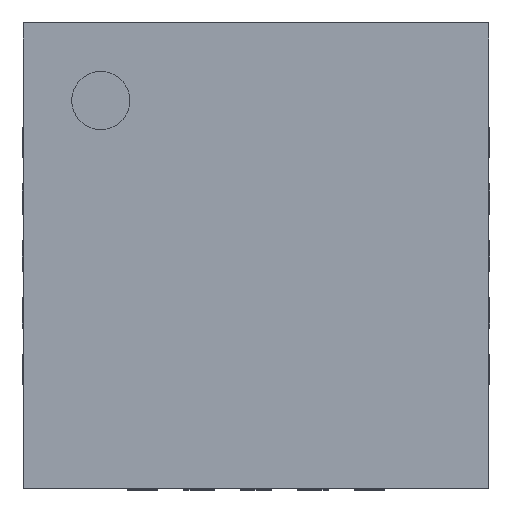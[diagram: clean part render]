
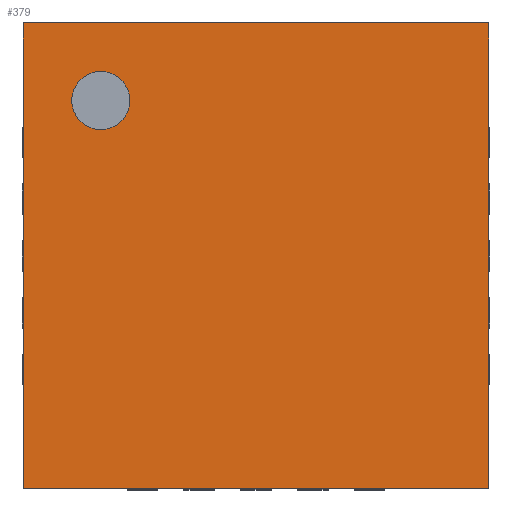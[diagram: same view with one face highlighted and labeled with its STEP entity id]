
A CAD part, top view. The second image highlights one B-rep face of the part: STEP entity #379.
In plain terms, the highlighted planar face has unit normal (0, 0, 1).
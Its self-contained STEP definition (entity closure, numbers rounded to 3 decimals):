
#190 = VERTEX_POINT('',#191);
#191 = CARTESIAN_POINT('',(0.,0.,1.));
#198 = PLANE('',#199);
#199 = AXIS2_PLACEMENT_3D('',#200,#201,#202);
#200 = CARTESIAN_POINT('',(0.,0.,0.01));
#201 = DIRECTION('',(1.,0.,0.));
#202 = DIRECTION('',(0.,0.,1.));
#210 = PLANE('',#211);
#211 = AXIS2_PLACEMENT_3D('',#212,#213,#214);
#212 = CARTESIAN_POINT('',(0.,0.,0.01));
#213 = DIRECTION('',(0.,1.,0.));
#214 = DIRECTION('',(0.,0.,1.));
#251 = VERTEX_POINT('',#252);
#252 = CARTESIAN_POINT('',(0.,4.1,1.));
#266 = PLANE('',#267);
#267 = AXIS2_PLACEMENT_3D('',#268,#269,#270);
#268 = CARTESIAN_POINT('',(0.,4.1,0.01));
#269 = DIRECTION('',(0.,1.,0.));
#270 = DIRECTION('',(0.,0.,1.));
#278 = EDGE_CURVE('',#190,#251,#279,.T.);
#279 = SURFACE_CURVE('',#280,(#284,#291),.PCURVE_S1.);
#280 = LINE('',#281,#282);
#281 = CARTESIAN_POINT('',(0.,0.,1.));
#282 = VECTOR('',#283,1.);
#283 = DIRECTION('',(0.,1.,0.));
#284 = PCURVE('',#198,#285);
#285 = DEFINITIONAL_REPRESENTATION('',(#286),#290);
#286 = LINE('',#287,#288);
#287 = CARTESIAN_POINT('',(0.99,0.));
#288 = VECTOR('',#289,1.);
#289 = DIRECTION('',(0.,-1.));
#290 = ( GEOMETRIC_REPRESENTATION_CONTEXT(2) 
PARAMETRIC_REPRESENTATION_CONTEXT() REPRESENTATION_CONTEXT('2D SPACE',''
  ) );
#291 = PCURVE('',#292,#297);
#292 = PLANE('',#293);
#293 = AXIS2_PLACEMENT_3D('',#294,#295,#296);
#294 = CARTESIAN_POINT('',(0.,0.,1.));
#295 = DIRECTION('',(0.,0.,1.));
#296 = DIRECTION('',(1.,0.,0.));
#297 = DEFINITIONAL_REPRESENTATION('',(#298),#302);
#298 = LINE('',#299,#300);
#299 = CARTESIAN_POINT('',(0.,0.));
#300 = VECTOR('',#301,1.);
#301 = DIRECTION('',(0.,1.));
#302 = ( GEOMETRIC_REPRESENTATION_CONTEXT(2) 
PARAMETRIC_REPRESENTATION_CONTEXT() REPRESENTATION_CONTEXT('2D SPACE',''
  ) );
#331 = EDGE_CURVE('',#190,#332,#334,.T.);
#332 = VERTEX_POINT('',#333);
#333 = CARTESIAN_POINT('',(4.1,0.,1.));
#334 = SURFACE_CURVE('',#335,(#339,#346),.PCURVE_S1.);
#335 = LINE('',#336,#337);
#336 = CARTESIAN_POINT('',(0.,0.,1.));
#337 = VECTOR('',#338,1.);
#338 = DIRECTION('',(1.,0.,0.));
#339 = PCURVE('',#210,#340);
#340 = DEFINITIONAL_REPRESENTATION('',(#341),#345);
#341 = LINE('',#342,#343);
#342 = CARTESIAN_POINT('',(0.99,0.));
#343 = VECTOR('',#344,1.);
#344 = DIRECTION('',(0.,1.));
#345 = ( GEOMETRIC_REPRESENTATION_CONTEXT(2) 
PARAMETRIC_REPRESENTATION_CONTEXT() REPRESENTATION_CONTEXT('2D SPACE',''
  ) );
#346 = PCURVE('',#292,#347);
#347 = DEFINITIONAL_REPRESENTATION('',(#348),#352);
#348 = LINE('',#349,#350);
#349 = CARTESIAN_POINT('',(0.,0.));
#350 = VECTOR('',#351,1.);
#351 = DIRECTION('',(1.,0.));
#352 = ( GEOMETRIC_REPRESENTATION_CONTEXT(2) 
PARAMETRIC_REPRESENTATION_CONTEXT() REPRESENTATION_CONTEXT('2D SPACE',''
  ) );
#368 = PLANE('',#369);
#369 = AXIS2_PLACEMENT_3D('',#370,#371,#372);
#370 = CARTESIAN_POINT('',(4.1,0.,0.01));
#371 = DIRECTION('',(1.,0.,0.));
#372 = DIRECTION('',(0.,0.,1.));
#379 = ADVANCED_FACE('',(#380,#428),#292,.T.);
#380 = FACE_BOUND('',#381,.T.);
#381 = EDGE_LOOP('',(#382,#383,#384,#407));
#382 = ORIENTED_EDGE('',*,*,#278,.F.);
#383 = ORIENTED_EDGE('',*,*,#331,.T.);
#384 = ORIENTED_EDGE('',*,*,#385,.T.);
#385 = EDGE_CURVE('',#332,#386,#388,.T.);
#386 = VERTEX_POINT('',#387);
#387 = CARTESIAN_POINT('',(4.1,4.1,1.));
#388 = SURFACE_CURVE('',#389,(#393,#400),.PCURVE_S1.);
#389 = LINE('',#390,#391);
#390 = CARTESIAN_POINT('',(4.1,0.,1.));
#391 = VECTOR('',#392,1.);
#392 = DIRECTION('',(0.,1.,0.));
#393 = PCURVE('',#292,#394);
#394 = DEFINITIONAL_REPRESENTATION('',(#395),#399);
#395 = LINE('',#396,#397);
#396 = CARTESIAN_POINT('',(4.1,0.));
#397 = VECTOR('',#398,1.);
#398 = DIRECTION('',(0.,1.));
#399 = ( GEOMETRIC_REPRESENTATION_CONTEXT(2) 
PARAMETRIC_REPRESENTATION_CONTEXT() REPRESENTATION_CONTEXT('2D SPACE',''
  ) );
#400 = PCURVE('',#368,#401);
#401 = DEFINITIONAL_REPRESENTATION('',(#402),#406);
#402 = LINE('',#403,#404);
#403 = CARTESIAN_POINT('',(0.99,0.));
#404 = VECTOR('',#405,1.);
#405 = DIRECTION('',(0.,-1.));
#406 = ( GEOMETRIC_REPRESENTATION_CONTEXT(2) 
PARAMETRIC_REPRESENTATION_CONTEXT() REPRESENTATION_CONTEXT('2D SPACE',''
  ) );
#407 = ORIENTED_EDGE('',*,*,#408,.F.);
#408 = EDGE_CURVE('',#251,#386,#409,.T.);
#409 = SURFACE_CURVE('',#410,(#414,#421),.PCURVE_S1.);
#410 = LINE('',#411,#412);
#411 = CARTESIAN_POINT('',(0.,4.1,1.));
#412 = VECTOR('',#413,1.);
#413 = DIRECTION('',(1.,0.,0.));
#414 = PCURVE('',#292,#415);
#415 = DEFINITIONAL_REPRESENTATION('',(#416),#420);
#416 = LINE('',#417,#418);
#417 = CARTESIAN_POINT('',(0.,4.1));
#418 = VECTOR('',#419,1.);
#419 = DIRECTION('',(1.,0.));
#420 = ( GEOMETRIC_REPRESENTATION_CONTEXT(2) 
PARAMETRIC_REPRESENTATION_CONTEXT() REPRESENTATION_CONTEXT('2D SPACE',''
  ) );
#421 = PCURVE('',#266,#422);
#422 = DEFINITIONAL_REPRESENTATION('',(#423),#427);
#423 = LINE('',#424,#425);
#424 = CARTESIAN_POINT('',(0.99,0.));
#425 = VECTOR('',#426,1.);
#426 = DIRECTION('',(0.,1.));
#427 = ( GEOMETRIC_REPRESENTATION_CONTEXT(2) 
PARAMETRIC_REPRESENTATION_CONTEXT() REPRESENTATION_CONTEXT('2D SPACE',''
  ) );
#428 = FACE_BOUND('',#429,.T.);
#429 = EDGE_LOOP('',(#430));
#430 = ORIENTED_EDGE('',*,*,#431,.F.);
#431 = EDGE_CURVE('',#432,#432,#434,.T.);
#432 = VERTEX_POINT('',#433);
#433 = CARTESIAN_POINT('',(0.94,3.417,1.));
#434 = SURFACE_CURVE('',#435,(#440,#447),.PCURVE_S1.);
#435 = CIRCLE('',#436,0.256);
#436 = AXIS2_PLACEMENT_3D('',#437,#438,#439);
#437 = CARTESIAN_POINT('',(0.683,3.417,1.));
#438 = DIRECTION('',(0.,0.,1.));
#439 = DIRECTION('',(1.,0.,0.));
#440 = PCURVE('',#292,#441);
#441 = DEFINITIONAL_REPRESENTATION('',(#442),#446);
#442 = CIRCLE('',#443,0.256);
#443 = AXIS2_PLACEMENT_2D('',#444,#445);
#444 = CARTESIAN_POINT('',(0.683,3.417));
#445 = DIRECTION('',(1.,0.));
#446 = ( GEOMETRIC_REPRESENTATION_CONTEXT(2) 
PARAMETRIC_REPRESENTATION_CONTEXT() REPRESENTATION_CONTEXT('2D SPACE',''
  ) );
#447 = PCURVE('',#448,#453);
#448 = CYLINDRICAL_SURFACE('',#449,0.256);
#449 = AXIS2_PLACEMENT_3D('',#450,#451,#452);
#450 = CARTESIAN_POINT('',(0.683,3.417,0.9));
#451 = DIRECTION('',(0.,0.,1.));
#452 = DIRECTION('',(1.,0.,0.));
#453 = DEFINITIONAL_REPRESENTATION('',(#454),#458);
#454 = LINE('',#455,#456);
#455 = CARTESIAN_POINT('',(0.,0.1));
#456 = VECTOR('',#457,1.);
#457 = DIRECTION('',(1.,0.));
#458 = ( GEOMETRIC_REPRESENTATION_CONTEXT(2) 
PARAMETRIC_REPRESENTATION_CONTEXT() REPRESENTATION_CONTEXT('2D SPACE',''
  ) );
